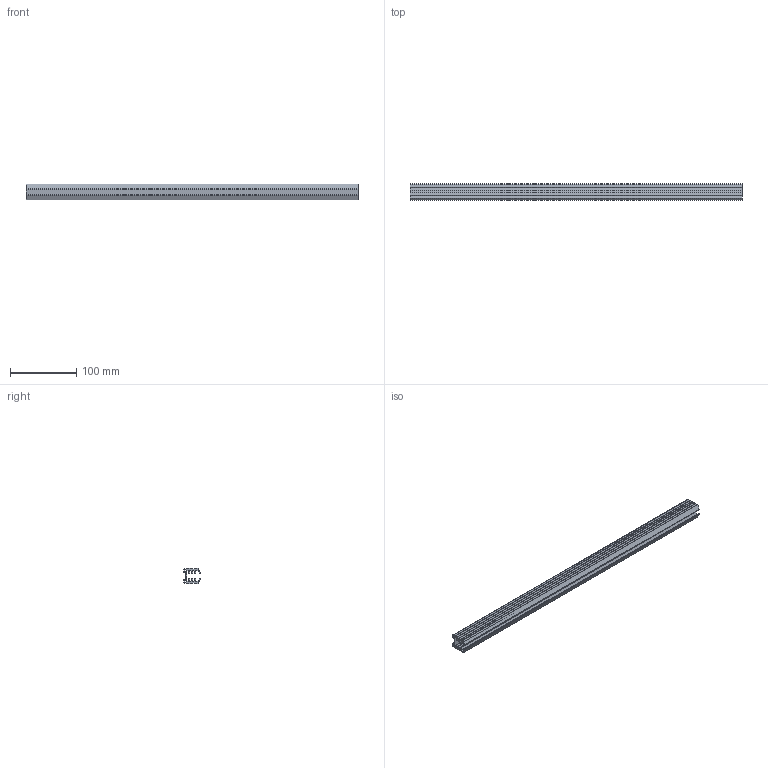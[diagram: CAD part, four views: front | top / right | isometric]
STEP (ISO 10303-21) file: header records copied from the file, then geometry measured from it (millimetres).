
FILE_DESCRIPTION (( 'STEP AP214' ), '1' );
FILE_NAME ('A19_5042-211.STEP', '2021-03-08T15:05:22', ( '' ), ( '' ), 'SwSTEP 2.0', 'SolidWorks 2019', '' );
FILE_SCHEMA (( 'AUTOMOTIVE_DESIGN' ));
Length unit declared in the file: millimetre
Products named in the file (1): A19_5042-211
Bounding box: 500 x 25 x 23.51 mm (x, y, z)
Volume: 115841.4 mm3; surface area: 110496.2 mm2
Topology: 1 solids, 1 shells, 117 faces, 345 edges, 230 vertices
Faces by surface type: plane 70, cylinder 47
Entity records: 3955 total; most frequent: CARTESIAN_POINT 693, ORIENTED_EDGE 690, DIRECTION 675, EDGE_CURVE 345, VECTOR 251, LINE 251, VERTEX_POINT 230, AXIS2_PLACEMENT_3D 212
